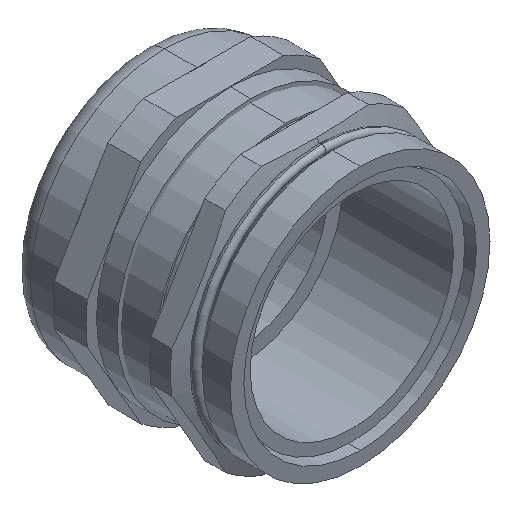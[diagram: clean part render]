
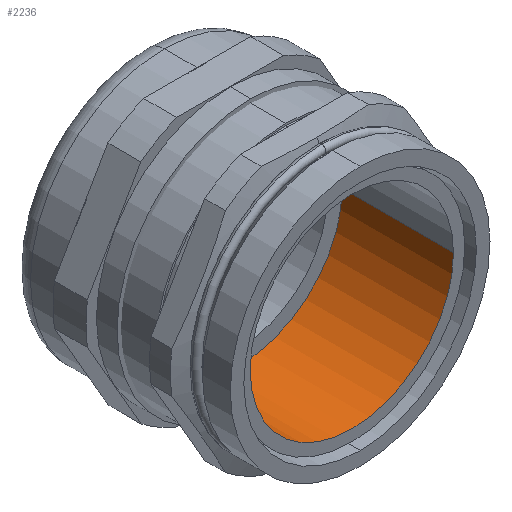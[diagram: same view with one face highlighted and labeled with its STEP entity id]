
A CAD part, isometric view. The second image highlights one B-rep face of the part: STEP entity #2236.
In plain terms, the highlighted cylindrical face has radius 24.65 mm (diameter 49.3 mm), a partial arc.
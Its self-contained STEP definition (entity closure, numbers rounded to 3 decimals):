
#72 = EDGE_CURVE ( 'NONE', #611, #1352, #434, .T. ) ;
#131 = VECTOR ( 'NONE', #1019, 1000. ) ;
#237 = VERTEX_POINT ( 'NONE', #412 ) ;
#273 = VERTEX_POINT ( 'NONE', #2489 ) ;
#287 = DIRECTION ( 'NONE',  ( -1., 0., 0. ) ) ;
#290 = ORIENTED_EDGE ( 'NONE', *, *, #849, .F. ) ;
#391 = CYLINDRICAL_SURFACE ( 'NONE', #2606, 24.65 ) ;
#412 = CARTESIAN_POINT ( 'NONE',  ( 24.65, 27., 0. ) ) ;
#434 = LINE ( 'NONE', #796, #131 ) ;
#582 = VECTOR ( 'NONE', #1133, 1000. ) ;
#611 = VERTEX_POINT ( 'NONE', #1316 ) ;
#710 = EDGE_CURVE ( 'NONE', #273, #237, #1225, .T. ) ;
#796 = CARTESIAN_POINT ( 'NONE',  ( -24.65, 45., 0. ) ) ;
#849 = EDGE_CURVE ( 'NONE', #611, #273, #2497, .T. ) ;
#911 = AXIS2_PLACEMENT_3D ( 'NONE', #1032, #2624, #2801 ) ;
#923 = FACE_OUTER_BOUND ( 'NONE', #2459, .T. ) ;
#1008 = AXIS2_PLACEMENT_3D ( 'NONE', #2789, #2089, #287 ) ;
#1019 = DIRECTION ( 'NONE',  ( 0., 1., 0. ) ) ;
#1032 = CARTESIAN_POINT ( 'NONE',  ( 0., 0., 0. ) ) ;
#1041 = ORIENTED_EDGE ( 'NONE', *, *, #72, .T. ) ;
#1133 = DIRECTION ( 'NONE',  ( 0., 1., 0. ) ) ;
#1225 = LINE ( 'NONE', #2241, #582 ) ;
#1316 = CARTESIAN_POINT ( 'NONE',  ( -24.65, 0., 0. ) ) ;
#1319 = ORIENTED_EDGE ( 'NONE', *, *, #2588, .T. ) ;
#1352 = VERTEX_POINT ( 'NONE', #1748 ) ;
#1484 = ORIENTED_EDGE ( 'NONE', *, *, #710, .F. ) ;
#1745 = CARTESIAN_POINT ( 'NONE',  ( 0., 45., 0. ) ) ;
#1748 = CARTESIAN_POINT ( 'NONE',  ( -24.65, 27., 0. ) ) ;
#1970 = CIRCLE ( 'NONE', #1008, 24.65 ) ;
#1998 = DIRECTION ( 'NONE',  ( 0., 1., 0. ) ) ;
#2089 = DIRECTION ( 'NONE',  ( 0., 1., 0. ) ) ;
#2236 = ADVANCED_FACE ( 'NONE', ( #923 ), #391, .F. ) ;
#2241 = CARTESIAN_POINT ( 'NONE',  ( 24.65, 45., 0. ) ) ;
#2459 = EDGE_LOOP ( 'NONE', ( #1484, #290, #1041, #1319 ) ) ;
#2489 = CARTESIAN_POINT ( 'NONE',  ( 24.65, 0., 0. ) ) ;
#2497 = CIRCLE ( 'NONE', #911, 24.65 ) ;
#2588 = EDGE_CURVE ( 'NONE', #1352, #237, #1970, .T. ) ;
#2606 = AXIS2_PLACEMENT_3D ( 'NONE', #1745, #1998, #2851 ) ;
#2624 = DIRECTION ( 'NONE',  ( 0., 1., 0. ) ) ;
#2789 = CARTESIAN_POINT ( 'NONE',  ( 0., 27., 0. ) ) ;
#2801 = DIRECTION ( 'NONE',  ( -1., 0., 0. ) ) ;
#2851 = DIRECTION ( 'NONE',  ( -1., 0., 0. ) ) ;
